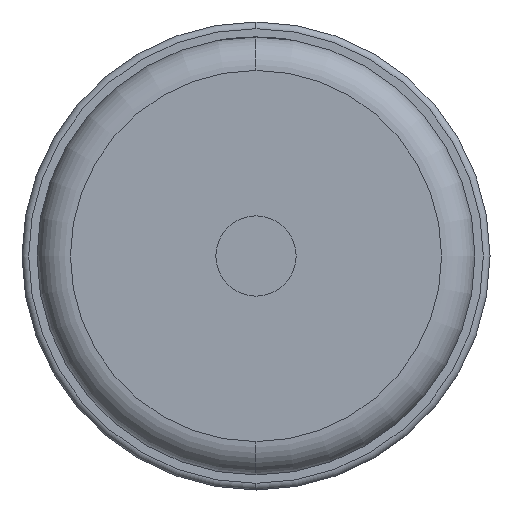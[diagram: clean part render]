
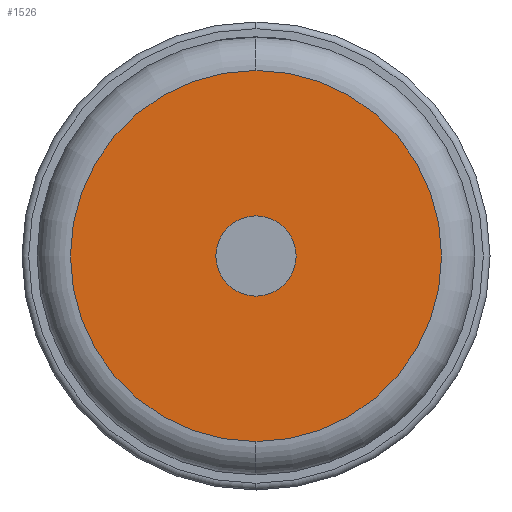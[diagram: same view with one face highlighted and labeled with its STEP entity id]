
A CAD part, left-side view. The second image highlights one B-rep face of the part: STEP entity #1526.
In plain terms, the highlighted planar face has unit normal (-1, 0, 0).
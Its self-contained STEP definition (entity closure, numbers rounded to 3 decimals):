
#152 = VERTEX_POINT ( 'NONE', #1566 ) ;
#159 = AXIS2_PLACEMENT_3D ( 'NONE', #3002, #1065, #3020 ) ;
#408 = EDGE_LOOP ( 'NONE', ( #454, #629 ) ) ;
#416 = DIRECTION ( 'NONE',  ( -1., 0., 0. ) ) ;
#454 = ORIENTED_EDGE ( 'NONE', *, *, #1034, .T. ) ;
#629 = ORIENTED_EDGE ( 'NONE', *, *, #4021, .T. ) ;
#651 = CARTESIAN_POINT ( 'NONE',  ( 0., 0., -6. ) ) ;
#707 = DIRECTION ( 'NONE',  ( 0., 0., -1. ) ) ;
#786 = EDGE_CURVE ( 'NONE', #3113, #5036, #1448, .T. ) ;
#854 = FACE_BOUND ( 'NONE', #3137, .T. ) ;
#1015 = CARTESIAN_POINT ( 'NONE',  ( 0., 0., 0. ) ) ;
#1034 = EDGE_CURVE ( 'NONE', #152, #3062, #2197, .T. ) ;
#1065 = DIRECTION ( 'NONE',  ( -1., 0., 0. ) ) ;
#1448 = CIRCLE ( 'NONE', #2548, 6. ) ;
#1526 = ADVANCED_FACE ( 'NONE', ( #1934, #854 ), #4244, .F. ) ;
#1566 = CARTESIAN_POINT ( 'NONE',  ( 0., 0., -27.75 ) ) ;
#1648 = CARTESIAN_POINT ( 'NONE',  ( 0., 0., 0. ) ) ;
#1882 = CARTESIAN_POINT ( 'NONE',  ( 0., 0., 6. ) ) ;
#1924 = AXIS2_PLACEMENT_3D ( 'NONE', #3692, #4692, #707 ) ;
#1934 = FACE_OUTER_BOUND ( 'NONE', #408, .T. ) ;
#2041 = CIRCLE ( 'NONE', #159, 27.75 ) ;
#2101 = DIRECTION ( 'NONE',  ( 0., 0., -1. ) ) ;
#2122 = ORIENTED_EDGE ( 'NONE', *, *, #786, .F. ) ;
#2197 = CIRCLE ( 'NONE', #1924, 27.75 ) ;
#2232 = DIRECTION ( 'NONE',  ( 0., 0., -1. ) ) ;
#2445 = AXIS2_PLACEMENT_3D ( 'NONE', #4394, #4060, #4030 ) ;
#2548 = AXIS2_PLACEMENT_3D ( 'NONE', #1648, #416, #2101 ) ;
#2696 = ORIENTED_EDGE ( 'NONE', *, *, #3777, .F. ) ;
#3002 = CARTESIAN_POINT ( 'NONE',  ( 0., 0., 0. ) ) ;
#3020 = DIRECTION ( 'NONE',  ( 0., 0., -1. ) ) ;
#3062 = VERTEX_POINT ( 'NONE', #3480 ) ;
#3113 = VERTEX_POINT ( 'NONE', #1882 ) ;
#3137 = EDGE_LOOP ( 'NONE', ( #2696, #2122 ) ) ;
#3325 = CIRCLE ( 'NONE', #2445, 6. ) ;
#3480 = CARTESIAN_POINT ( 'NONE',  ( 0., 0., 27.75 ) ) ;
#3692 = CARTESIAN_POINT ( 'NONE',  ( 0., 0., 0. ) ) ;
#3777 = EDGE_CURVE ( 'NONE', #5036, #3113, #3325, .T. ) ;
#4021 = EDGE_CURVE ( 'NONE', #3062, #152, #2041, .T. ) ;
#4030 = DIRECTION ( 'NONE',  ( 0., 0., -1. ) ) ;
#4060 = DIRECTION ( 'NONE',  ( -1., 0., 0. ) ) ;
#4244 = PLANE ( 'NONE',  #4512 ) ;
#4394 = CARTESIAN_POINT ( 'NONE',  ( 0., 0., 0. ) ) ;
#4512 = AXIS2_PLACEMENT_3D ( 'NONE', #1015, #4562, #2232 ) ;
#4562 = DIRECTION ( 'NONE',  ( 1., 0., 0. ) ) ;
#4692 = DIRECTION ( 'NONE',  ( -1., 0., 0. ) ) ;
#5036 = VERTEX_POINT ( 'NONE', #651 ) ;
